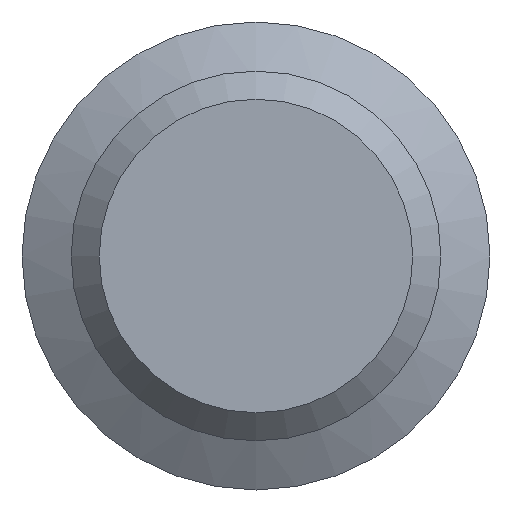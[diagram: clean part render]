
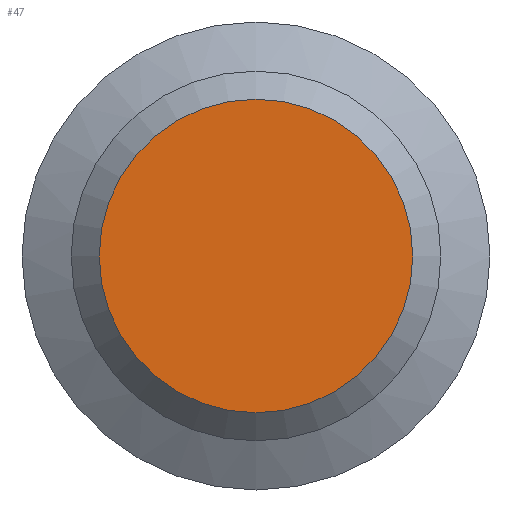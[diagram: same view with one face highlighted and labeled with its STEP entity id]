
A CAD part, front view. The second image highlights one B-rep face of the part: STEP entity #47.
In plain terms, the highlighted planar face has unit normal (0, -1, 0).
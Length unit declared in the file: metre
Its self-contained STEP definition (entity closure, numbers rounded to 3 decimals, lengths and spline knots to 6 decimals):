
#47 = ADVANCED_FACE( 'NONE', ( #100 ), #101, .T. );
#100 = FACE_OUTER_BOUND( '', #157, .T. );
#101 = PLANE( '', #158 );
#157 = EDGE_LOOP( '', ( #218 ) );
#158 = AXIS2_PLACEMENT_3D( '', #219, #220, #221 );
#218 = ORIENTED_EDGE( '', *, *, #273, .T. );
#219 = CARTESIAN_POINT( '', ( 0.001675, 0., 0. ) );
#220 = DIRECTION( '', ( 0., -1., 0. ) );
#221 = DIRECTION( '', ( 0., 0., -1. ) );
#273 = EDGE_CURVE( 'NONE', #304, #304, #305, .T. );
#304 = VERTEX_POINT( '', #341 );
#305 = CIRCLE( '', #342, 0.001675 );
#341 = CARTESIAN_POINT( '', ( 0., 0., -0.001675 ) );
#342 = AXIS2_PLACEMENT_3D( '', #380, #381, #382 );
#380 = CARTESIAN_POINT( '', ( 0., 0., 0. ) );
#381 = DIRECTION( '', ( 0., -1., 0. ) );
#382 = DIRECTION( '', ( 0., 0., -1. ) );
